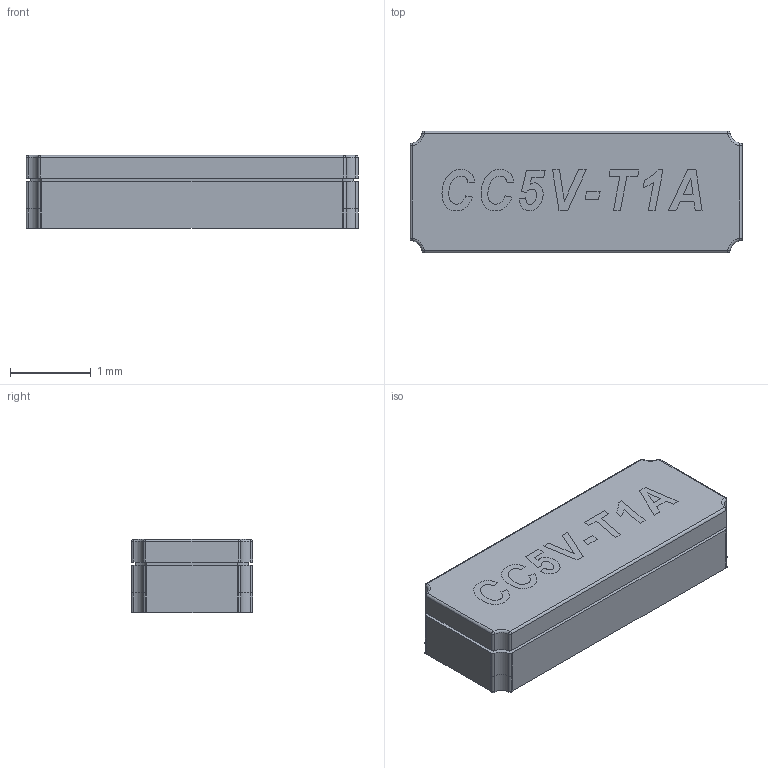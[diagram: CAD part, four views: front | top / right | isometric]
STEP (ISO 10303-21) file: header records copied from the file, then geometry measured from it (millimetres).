
FILE_DESCRIPTION (( 'STEP AP214' ), '1' );
FILE_NAME ('User Library-CC5V-T1A_Tuning Fork Crystal.STEP', '2018-08-13T10:31:09', ( '' ), ( '' ), 'SwSTEP 2.0', 'SolidWorks 2018', '' );
FILE_SCHEMA (( 'AUTOMOTIVE_DESIGN' ));
Length unit declared in the file: millimetre
Products named in the file (1): User Library-CC5V-T1A_Tuning Fork Crystal
Bounding box: 4.1 x 1.5 x 0.91 mm (x, y, z)
Volume: 5.5 mm3; surface area: 26.4 mm2
Topology: 3 solids, 3 shells, 131 faces, 379 edges, 261 vertices
Faces by surface type: plane 71, cylinder 48, sphere 8, torus 4
Entity records: 6128 total; most frequent: CARTESIAN_POINT 1216, ORIENTED_EDGE 750, DIRECTION 708, EDGE_CURVE 375, VERTEX_POINT 261, VECTOR 252, LINE 252, AXIS2_PLACEMENT_3D 228
